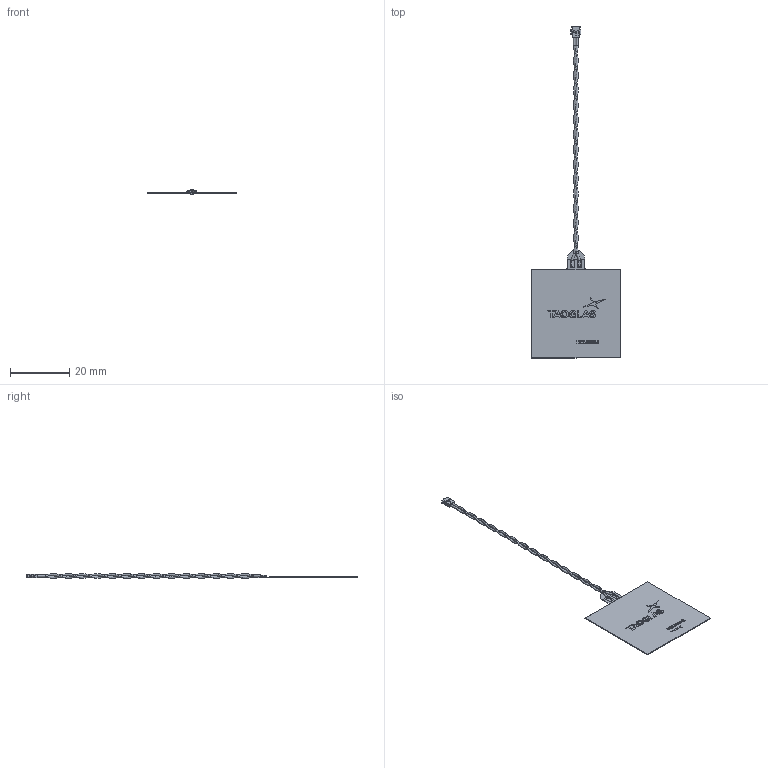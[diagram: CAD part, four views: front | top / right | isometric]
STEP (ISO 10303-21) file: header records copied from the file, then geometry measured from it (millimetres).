
FILE_DESCRIPTION (( 'STEP AP214' ), '1' );
FILE_NAME ('FXR.3030.52.0075X.B.dg_Web.STEP', '2024-05-28T00:36:43', ( '' ), ( '' ), 'SwSTEP 2.0', 'SolidWorks 2022', '' );
FILE_SCHEMA (( 'AUTOMOTIVE_DESIGN' ));
Length unit declared in the file: millimetre
Products named in the file (1): FXR.3030.52.0075X.B.dg_Web
Bounding box: 30 x 112.35 x 1.6 mm (x, y, z)
Volume: 342.5 mm3; surface area: 4108.8 mm2
Topology: 5 solids, 5 shells, 734 faces, 1983 edges, 1310 vertices
Faces by surface type: plane 424, bspline 295, cylinder 13, cone 2
Full cylindrical faces by diameter (mm): 0.4 x2, 0.7 x4
Entity records: 45541 total; most frequent: CARTESIAN_POINT 21081, ORIENTED_EDGE 3918, DIRECTION 2283, EDGE_CURVE 1959, LINE 1327, VECTOR 1327, VERTEX_POINT 1304, EDGE_LOOP 811
